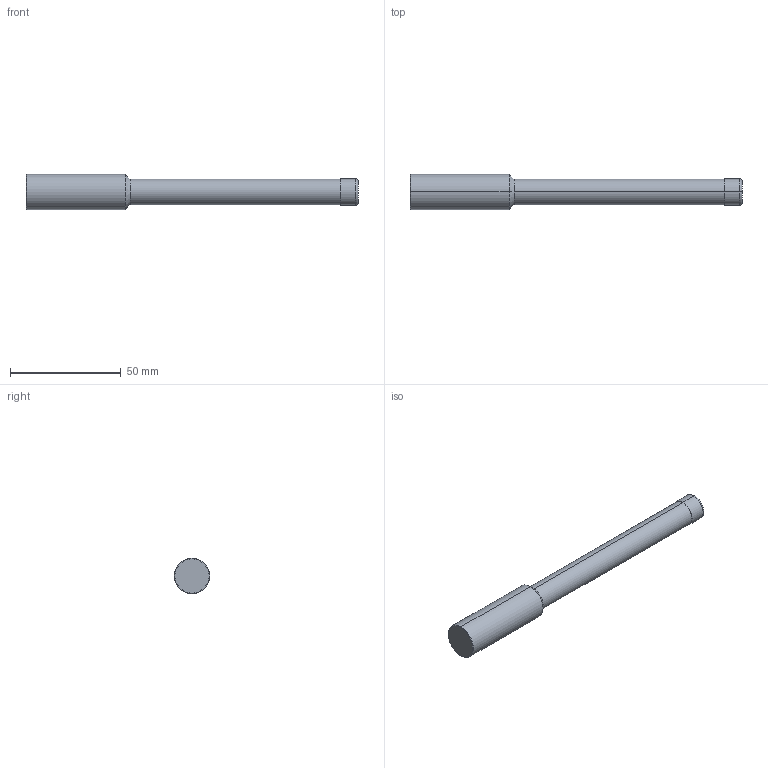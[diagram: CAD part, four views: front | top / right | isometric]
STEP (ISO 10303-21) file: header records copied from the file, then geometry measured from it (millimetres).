
FILE_DESCRIPTION((''),'2;1');
FILE_NAME('50902132_ASM','2019-10-15T11:04:39',('endresb'),(''),'CREO PARAMETRIC BY PTC INC, 2018400','CREO PARAMETRIC BY PTC INC, 2018400','');
FILE_SCHEMA(('AUTOMOTIVE_DESIGN { 1 0 10303 214 1 1 1 1 }'));
Length unit declared in the file: millimetre
Products named in the file (3): 50902132NC; 50902132C; 50902132_ASM
Assembly tree (2 placements, depth 2):
  50902132_ASM
    50902132NC
    50902132C
Bounding box: 150 x 16 x 16 mm (x, y, z)
Volume: 20097.6 mm3; surface area: 6627.7 mm2
Topology: 2 solids, 2 shells, 16 faces, 31 edges, 20 vertices
Faces by surface type: cylinder 6, plane 4, cone 4, torus 2
Entity records: 1648 total; most frequent: DIRECTION 162, PROPERTY_DEFINITION 131, REPRESENTATION 129, PROPERTY_DEFINITION_REPRESENTATION 129, CARTESIAN_POINT 115, DESCRIPTIVE_REPRESENTATION_ITEM 84, GENERAL_PROPERTY 81, GENERAL_PROPERTY_ASSOCIATION 81
